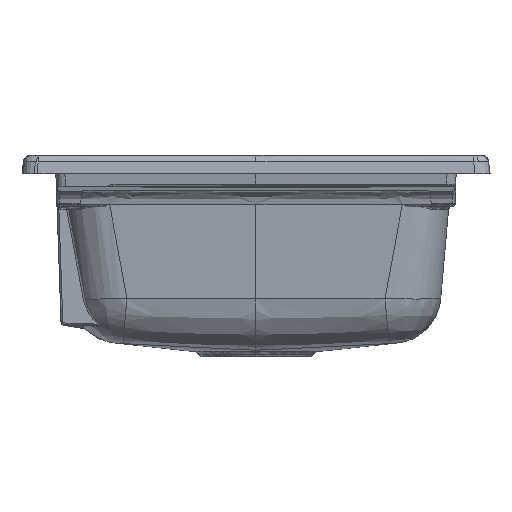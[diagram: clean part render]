
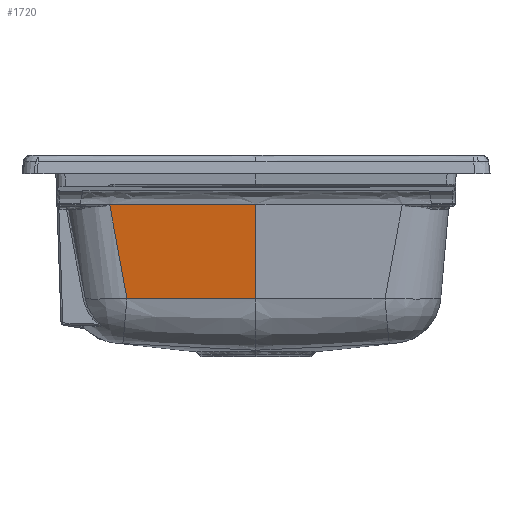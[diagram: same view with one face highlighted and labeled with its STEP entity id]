
A CAD part, left-side view. The second image highlights one B-rep face of the part: STEP entity #1720.
In plain terms, the highlighted planar face has unit normal (-0.996, 0, -0.087).
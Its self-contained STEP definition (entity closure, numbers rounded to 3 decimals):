
#680=LINE('',#43462,#867);
#681=LINE('',#43469,#868);
#696=LINE('',#44218,#883);
#867=VECTOR('',#9957,1.);
#868=VECTOR('',#9958,1.);
#883=VECTOR('',#9995,1.);
#1215=PLANE('',#8893);
#1720=ADVANCED_FACE('',(#2348),#1215,.T.);
#2348=FACE_OUTER_BOUND('',#2875,.T.);
#2875=EDGE_LOOP('',(#5346,#5347,#5348,#5349,#5350,#5351,#5352));
#5346=ORIENTED_EDGE('',*,*,#7612,.F.);
#5347=ORIENTED_EDGE('',*,*,#7613,.F.);
#5348=ORIENTED_EDGE('',*,*,#7575,.T.);
#5349=ORIENTED_EDGE('',*,*,#7574,.T.);
#5350=ORIENTED_EDGE('',*,*,#7573,.T.);
#5351=ORIENTED_EDGE('',*,*,#7572,.T.);
#5352=ORIENTED_EDGE('',*,*,#7576,.T.);
#6200=VERTEX_POINT('',#40473);
#6291=VERTEX_POINT('',#43452);
#6292=VERTEX_POINT('',#43461);
#6293=VERTEX_POINT('',#43463);
#6294=VERTEX_POINT('',#43468);
#6295=VERTEX_POINT('',#43516);
#6318=VERTEX_POINT('',#44219);
#7572=EDGE_CURVE('',#6292,#6200,#8376,.T.);
#7573=EDGE_CURVE('',#6293,#6292,#680,.T.);
#7574=EDGE_CURVE('',#6294,#6293,#8377,.T.);
#7575=EDGE_CURVE('',#6291,#6294,#681,.T.);
#7576=EDGE_CURVE('',#6200,#6295,#8378,.T.);
#7612=EDGE_CURVE('',#6318,#6295,#696,.T.);
#7613=EDGE_CURVE('',#6291,#6318,#8395,.T.);
#8376=B_SPLINE_CURVE_WITH_KNOTS('',3,(#43453,#43454,#43455,#43456,#43457,
#43458,#43459,#43460),.UNSPECIFIED.,.F.,.F.,(4,2,2,4),(0.,0.404,
0.59,1.),.UNSPECIFIED.);
#8377=B_SPLINE_CURVE_WITH_KNOTS('',3,(#43464,#43465,#43466,#43467),
 .UNSPECIFIED.,.F.,.F.,(4,4),(0.,1.),.UNSPECIFIED.);
#8378=B_SPLINE_CURVE_WITH_KNOTS('',5,(#43510,#43511,#43512,#43513,#43514,
#43515),.UNSPECIFIED.,.F.,.F.,(6,6),(0.,1.),.UNSPECIFIED.);
#8395=B_SPLINE_CURVE_WITH_KNOTS('',3,(#44220,#44221,#44222,#44223),
 .UNSPECIFIED.,.F.,.F.,(4,4),(0.,1.),.UNSPECIFIED.);
#8893=AXIS2_PLACEMENT_3D('',#44224,#9996,#9997);
#9957=DIRECTION('',(0.086,-0.18,-0.98));
#9958=DIRECTION('',(0.086,-0.168,-0.982));
#9995=DIRECTION('',(0.087,0.,-0.996));
#9996=DIRECTION('',(-0.996,0.,-0.087));
#9997=DIRECTION('',(0.087,0.,-0.996));
#40473=CARTESIAN_POINT('',(-303.338,141.343,-167.118));
#43452=CARTESIAN_POINT('',(-312.393,160.315,-63.621));
#43453=CARTESIAN_POINT('',(-351.804,242.833,386.848));
#43454=CARTESIAN_POINT('',(-339.969,218.049,251.57));
#43455=CARTESIAN_POINT('',(-328.133,193.265,116.292));
#43456=CARTESIAN_POINT('',(-310.835,157.041,-81.429));
#43457=CARTESIAN_POINT('',(-305.372,145.601,-143.873));
#43458=CARTESIAN_POINT('',(-287.911,109.037,-343.455));
#43459=CARTESIAN_POINT('',(-275.913,83.912,-480.593));
#43460=CARTESIAN_POINT('',(-263.915,58.787,-617.731));
#43461=CARTESIAN_POINT('',(-312.154,159.803,-66.357));
#43462=CARTESIAN_POINT('',(-307.859,150.81,-115.442));
#43463=CARTESIAN_POINT('',(-312.294,160.097,-64.751));
#43464=CARTESIAN_POINT('',(-312.351,160.243,-64.104));
#43465=CARTESIAN_POINT('',(-312.332,160.205,-64.322));
#43466=CARTESIAN_POINT('',(-312.313,160.157,-64.538));
#43467=CARTESIAN_POINT('',(-312.294,160.097,-64.751));
#43468=CARTESIAN_POINT('',(-312.351,160.243,-64.104));
#43469=CARTESIAN_POINT('',(-312.45,160.438,-62.964));
#43510=CARTESIAN_POINT('',(-303.338,141.343,-167.118));
#43511=CARTESIAN_POINT('',(-303.341,84.663,-167.086));
#43512=CARTESIAN_POINT('',(-303.344,27.983,-167.054));
#43513=CARTESIAN_POINT('',(-303.347,-28.697,-167.022));
#43514=CARTESIAN_POINT('',(-303.349,-85.376,-166.99));
#43515=CARTESIAN_POINT('',(-303.352,-142.056,-166.958));
#43516=CARTESIAN_POINT('',(-303.345,0.,-167.038));
#44218=CARTESIAN_POINT('',(-316.937,0.,-11.683));
#44219=CARTESIAN_POINT('',(-312.393,0.,-63.619));
#44220=CARTESIAN_POINT('',(-312.393,192.66,-63.619));
#44221=CARTESIAN_POINT('',(-312.393,64.22,-63.619));
#44222=CARTESIAN_POINT('',(-312.393,-64.22,-63.619));
#44223=CARTESIAN_POINT('',(-312.393,-192.66,-63.619));
#44224=CARTESIAN_POINT('',(-316.937,-201.994,-11.683));
